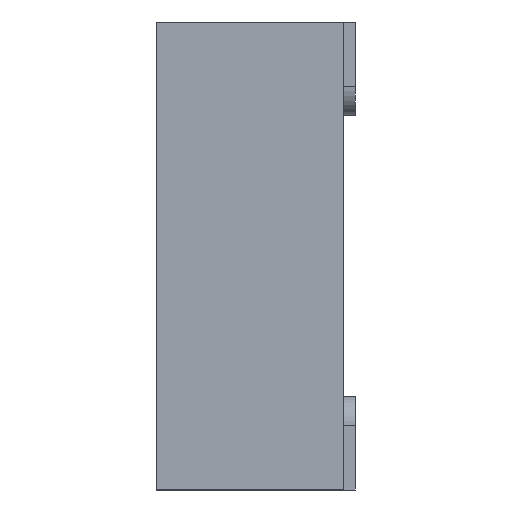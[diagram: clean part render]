
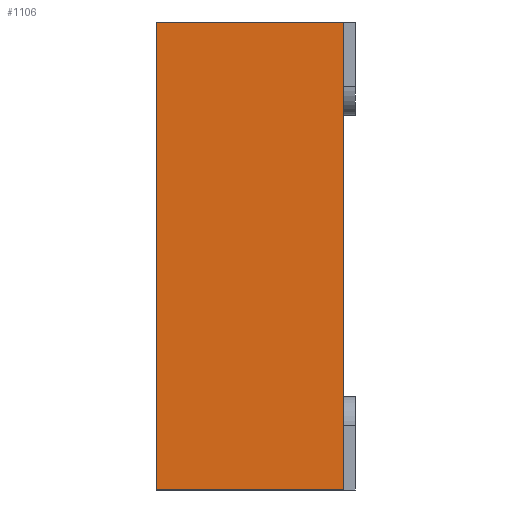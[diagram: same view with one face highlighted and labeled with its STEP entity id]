
A CAD part, left-side view. The second image highlights one B-rep face of the part: STEP entity #1106.
In plain terms, the highlighted planar face has unit normal (-1, 0, 0).
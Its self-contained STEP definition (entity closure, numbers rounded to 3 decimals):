
#33 = CARTESIAN_POINT ( 'NONE',  ( -1.5, 0., 1. ) ) ;
#297 = DIRECTION ( 'NONE',  ( 0., 0., -1. ) ) ;
#314 = LINE ( 'NONE', #2955, #803 ) ;
#409 = LINE ( 'NONE', #2249, #3295 ) ;
#531 = DIRECTION ( 'NONE',  ( 0., 0., 1. ) ) ;
#586 = DIRECTION ( 'NONE',  ( 0., 0., 1. ) ) ;
#590 = ORIENTED_EDGE ( 'NONE', *, *, #1624, .T. ) ;
#706 = CARTESIAN_POINT ( 'NONE',  ( -1.5, 0., -1. ) ) ;
#803 = VECTOR ( 'NONE', #3286, 1000. ) ;
#1097 = VERTEX_POINT ( 'NONE', #2237 ) ;
#1106 = ADVANCED_FACE ( 'NONE', ( #3076 ), #2797, .F. ) ;
#1120 = EDGE_CURVE ( 'NONE', #1097, #2206, #409, .T. ) ;
#1209 = CARTESIAN_POINT ( 'NONE',  ( -1.5, 0.8, 1. ) ) ;
#1514 = EDGE_CURVE ( 'NONE', #2206, #3630, #3481, .T. ) ;
#1581 = VECTOR ( 'NONE', #531, 1000. ) ;
#1624 = EDGE_CURVE ( 'NONE', #1097, #2382, #314, .T. ) ;
#1703 = CARTESIAN_POINT ( 'NONE',  ( -1.5, 0.8, 1. ) ) ;
#1845 = CARTESIAN_POINT ( 'NONE',  ( -1.5, 0.8, 1. ) ) ;
#1996 = AXIS2_PLACEMENT_3D ( 'NONE', #1703, #3656, #297 ) ;
#2206 = VERTEX_POINT ( 'NONE', #1209 ) ;
#2237 = CARTESIAN_POINT ( 'NONE',  ( -1.5, 0.8, -1. ) ) ;
#2249 = CARTESIAN_POINT ( 'NONE',  ( -1.5, 0.8, 1. ) ) ;
#2323 = ORIENTED_EDGE ( 'NONE', *, *, #1120, .F. ) ;
#2367 = LINE ( 'NONE', #3061, #1581 ) ;
#2382 = VERTEX_POINT ( 'NONE', #706 ) ;
#2612 = EDGE_LOOP ( 'NONE', ( #3043, #3619, #2323, #590 ) ) ;
#2726 = VECTOR ( 'NONE', #2976, 1000. ) ;
#2797 = PLANE ( 'NONE',  #1996 ) ;
#2955 = CARTESIAN_POINT ( 'NONE',  ( -1.5, 0.8, -1. ) ) ;
#2976 = DIRECTION ( 'NONE',  ( 0., -1., 0. ) ) ;
#3043 = ORIENTED_EDGE ( 'NONE', *, *, #3432, .T. ) ;
#3061 = CARTESIAN_POINT ( 'NONE',  ( -1.5, 0., 1. ) ) ;
#3076 = FACE_OUTER_BOUND ( 'NONE', #2612, .T. ) ;
#3286 = DIRECTION ( 'NONE',  ( 0., -1., 0. ) ) ;
#3295 = VECTOR ( 'NONE', #586, 1000. ) ;
#3432 = EDGE_CURVE ( 'NONE', #2382, #3630, #2367, .T. ) ;
#3481 = LINE ( 'NONE', #1845, #2726 ) ;
#3619 = ORIENTED_EDGE ( 'NONE', *, *, #1514, .F. ) ;
#3630 = VERTEX_POINT ( 'NONE', #33 ) ;
#3656 = DIRECTION ( 'NONE',  ( 1., 0., 0. ) ) ;
